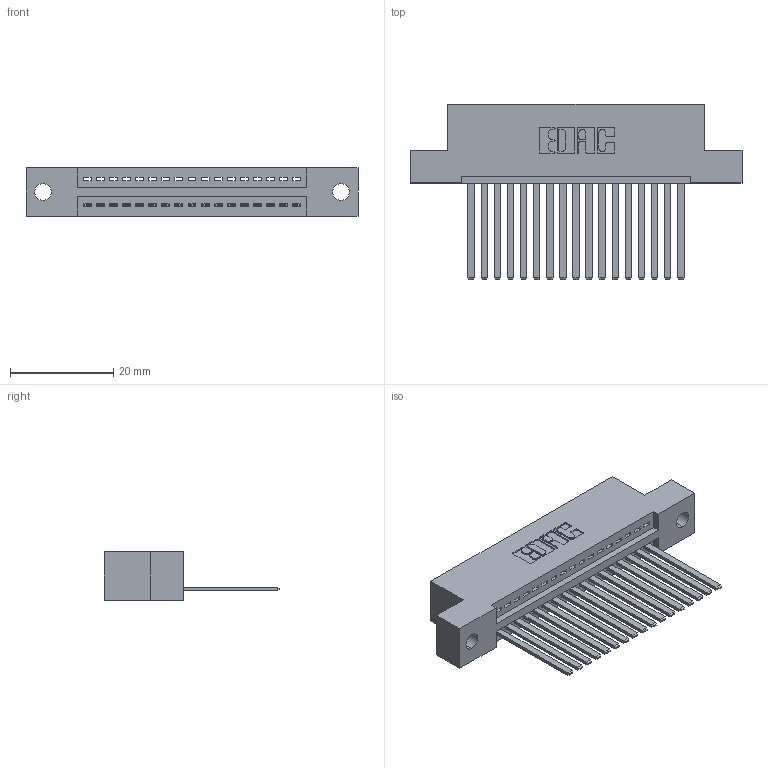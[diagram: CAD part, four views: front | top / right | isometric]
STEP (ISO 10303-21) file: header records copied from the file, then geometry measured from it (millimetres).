
FILE_DESCRIPTION (( 'STEP AP203' ), '1' );
FILE_NAME ('395-017-544-102.STEP', '2018-11-06T23:04:53', ( '' ), ( '' ), 'SwSTEP 2.0', 'SolidWorks 2016', '' );
FILE_SCHEMA (( 'CONFIG_CONTROL_DESIGN' ));
Length unit declared in the file: inch
Products named in the file (3): 345-292-001_345-293-144; 345 Part_Flush Mounting Lugs - 0.128 Dia; 395-017-544-102
Assembly tree (18 placements, depth 2):
  395-017-544-102
    345 Part_Flush Mounting Lugs - 0.128 Dia
    345-292-001_345-293-144  x17
Bounding box: 64.39 x 33.96 x 9.4 mm (x, y, z)
Volume: 6071.1 mm3; surface area: 8047.8 mm2
Topology: 18 solids, 18 shells, 1010 faces, 3027 edges, 1994 vertices
Faces by surface type: plane 692, cylinder 318
Entity records: 15979 total; most frequent: CARTESIAN_POINT 2775, ORIENTED_EDGE 2726, DIRECTION 2457, EDGE_CURVE 1363, LINE 1167, VECTOR 1167, VERTEX_POINT 906, AXIS2_PLACEMENT_3D 645
